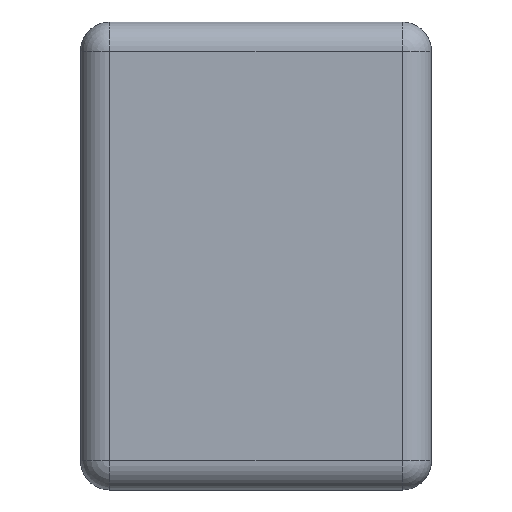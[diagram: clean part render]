
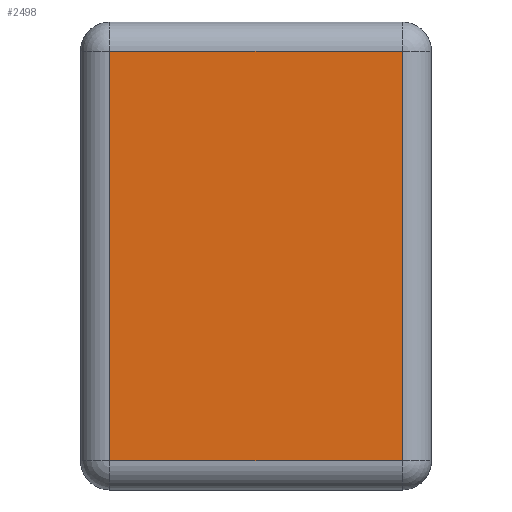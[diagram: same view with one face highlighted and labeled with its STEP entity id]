
A CAD part, front view. The second image highlights one B-rep face of the part: STEP entity #2498.
In plain terms, the highlighted planar face has unit normal (0, -1, 0).
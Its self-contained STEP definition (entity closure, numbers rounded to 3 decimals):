
#24 = VERTEX_POINT('',#25);
#25 = CARTESIAN_POINT('',(-5.,0.,7.));
#33 = CYLINDRICAL_SURFACE('',#34,1.);
#34 = AXIS2_PLACEMENT_3D('',#35,#36,#37);
#35 = CARTESIAN_POINT('',(-5.,1.,8.));
#36 = DIRECTION('',(0.,0.,-1.));
#37 = DIRECTION('',(-1.,0.,0.));
#86 = VERTEX_POINT('',#87);
#87 = CARTESIAN_POINT('',(-5.,0.,-7.));
#136 = EDGE_CURVE('',#24,#86,#137,.T.);
#137 = SURFACE_CURVE('',#138,(#142,#149),.PCURVE_S1.);
#138 = LINE('',#139,#140);
#139 = CARTESIAN_POINT('',(-5.,0.,8.));
#140 = VECTOR('',#141,1.);
#141 = DIRECTION('',(0.,0.,-1.));
#142 = PCURVE('',#33,#143);
#143 = DEFINITIONAL_REPRESENTATION('',(#144),#148);
#144 = LINE('',#145,#146);
#145 = CARTESIAN_POINT('',(4.712,0.));
#146 = VECTOR('',#147,1.);
#147 = DIRECTION('',(0.,1.));
#148 = ( GEOMETRIC_REPRESENTATION_CONTEXT(2) 
PARAMETRIC_REPRESENTATION_CONTEXT() REPRESENTATION_CONTEXT('2D SPACE',''
  ) );
#149 = PCURVE('',#150,#155);
#150 = PLANE('',#151);
#151 = AXIS2_PLACEMENT_3D('',#152,#153,#154);
#152 = CARTESIAN_POINT('',(-5.,0.,8.));
#153 = DIRECTION('',(0.,1.,0.));
#154 = DIRECTION('',(0.,-0.,1.));
#155 = DEFINITIONAL_REPRESENTATION('',(#156),#160);
#156 = LINE('',#157,#158);
#157 = CARTESIAN_POINT('',(0.,0.));
#158 = VECTOR('',#159,1.);
#159 = DIRECTION('',(-1.,0.));
#160 = ( GEOMETRIC_REPRESENTATION_CONTEXT(2) 
PARAMETRIC_REPRESENTATION_CONTEXT() REPRESENTATION_CONTEXT('2D SPACE',''
  ) );
#288 = VERTEX_POINT('',#289);
#289 = CARTESIAN_POINT('',(5.,0.,7.));
#297 = CYLINDRICAL_SURFACE('',#298,1.);
#298 = AXIS2_PLACEMENT_3D('',#299,#300,#301);
#299 = CARTESIAN_POINT('',(5.,1.,8.));
#300 = DIRECTION('',(0.,0.,-1.));
#301 = DIRECTION('',(-1.,0.,0.));
#316 = EDGE_CURVE('',#288,#317,#319,.T.);
#317 = VERTEX_POINT('',#318);
#318 = CARTESIAN_POINT('',(5.,0.,-7.));
#319 = SURFACE_CURVE('',#320,(#324,#331),.PCURVE_S1.);
#320 = LINE('',#321,#322);
#321 = CARTESIAN_POINT('',(5.,0.,8.));
#322 = VECTOR('',#323,1.);
#323 = DIRECTION('',(0.,0.,-1.));
#324 = PCURVE('',#297,#325);
#325 = DEFINITIONAL_REPRESENTATION('',(#326),#330);
#326 = LINE('',#327,#328);
#327 = CARTESIAN_POINT('',(4.712,0.));
#328 = VECTOR('',#329,1.);
#329 = DIRECTION('',(0.,1.));
#330 = ( GEOMETRIC_REPRESENTATION_CONTEXT(2) 
PARAMETRIC_REPRESENTATION_CONTEXT() REPRESENTATION_CONTEXT('2D SPACE',''
  ) );
#331 = PCURVE('',#150,#332);
#332 = DEFINITIONAL_REPRESENTATION('',(#333),#337);
#333 = LINE('',#334,#335);
#334 = CARTESIAN_POINT('',(0.,10.));
#335 = VECTOR('',#336,1.);
#336 = DIRECTION('',(-1.,0.));
#337 = ( GEOMETRIC_REPRESENTATION_CONTEXT(2) 
PARAMETRIC_REPRESENTATION_CONTEXT() REPRESENTATION_CONTEXT('2D SPACE',''
  ) );
#2348 = CYLINDRICAL_SURFACE('',#2349,1.);
#2349 = AXIS2_PLACEMENT_3D('',#2350,#2351,#2352);
#2350 = CARTESIAN_POINT('',(5.,1.,7.));
#2351 = DIRECTION('',(-1.,0.,0.));
#2352 = DIRECTION('',(0.,0.,1.));
#2405 = CYLINDRICAL_SURFACE('',#2406,1.);
#2406 = AXIS2_PLACEMENT_3D('',#2407,#2408,#2409);
#2407 = CARTESIAN_POINT('',(5.,1.,-7.));
#2408 = DIRECTION('',(-1.,0.,0.));
#2409 = DIRECTION('',(0.,0.,1.));
#2498 = ADVANCED_FACE('',(#2499),#150,.F.);
#2499 = FACE_BOUND('',#2500,.T.);
#2500 = EDGE_LOOP('',(#2501,#2502,#2523,#2524));
#2501 = ORIENTED_EDGE('',*,*,#136,.T.);
#2502 = ORIENTED_EDGE('',*,*,#2503,.F.);
#2503 = EDGE_CURVE('',#317,#86,#2504,.T.);
#2504 = SURFACE_CURVE('',#2505,(#2509,#2516),.PCURVE_S1.);
#2505 = LINE('',#2506,#2507);
#2506 = CARTESIAN_POINT('',(5.,0.,-7.));
#2507 = VECTOR('',#2508,1.);
#2508 = DIRECTION('',(-1.,0.,0.));
#2509 = PCURVE('',#150,#2510);
#2510 = DEFINITIONAL_REPRESENTATION('',(#2511),#2515);
#2511 = LINE('',#2512,#2513);
#2512 = CARTESIAN_POINT('',(-15.,10.));
#2513 = VECTOR('',#2514,1.);
#2514 = DIRECTION('',(0.,-1.));
#2515 = ( GEOMETRIC_REPRESENTATION_CONTEXT(2) 
PARAMETRIC_REPRESENTATION_CONTEXT() REPRESENTATION_CONTEXT('2D SPACE',''
  ) );
#2516 = PCURVE('',#2405,#2517);
#2517 = DEFINITIONAL_REPRESENTATION('',(#2518),#2522);
#2518 = LINE('',#2519,#2520);
#2519 = CARTESIAN_POINT('',(4.712,0.));
#2520 = VECTOR('',#2521,1.);
#2521 = DIRECTION('',(0.,1.));
#2522 = ( GEOMETRIC_REPRESENTATION_CONTEXT(2) 
PARAMETRIC_REPRESENTATION_CONTEXT() REPRESENTATION_CONTEXT('2D SPACE',''
  ) );
#2523 = ORIENTED_EDGE('',*,*,#316,.F.);
#2524 = ORIENTED_EDGE('',*,*,#2525,.T.);
#2525 = EDGE_CURVE('',#288,#24,#2526,.T.);
#2526 = SURFACE_CURVE('',#2527,(#2531,#2538),.PCURVE_S1.);
#2527 = LINE('',#2528,#2529);
#2528 = CARTESIAN_POINT('',(5.,0.,7.));
#2529 = VECTOR('',#2530,1.);
#2530 = DIRECTION('',(-1.,0.,0.));
#2531 = PCURVE('',#150,#2532);
#2532 = DEFINITIONAL_REPRESENTATION('',(#2533),#2537);
#2533 = LINE('',#2534,#2535);
#2534 = CARTESIAN_POINT('',(-1.,10.));
#2535 = VECTOR('',#2536,1.);
#2536 = DIRECTION('',(0.,-1.));
#2537 = ( GEOMETRIC_REPRESENTATION_CONTEXT(2) 
PARAMETRIC_REPRESENTATION_CONTEXT() REPRESENTATION_CONTEXT('2D SPACE',''
  ) );
#2538 = PCURVE('',#2348,#2539);
#2539 = DEFINITIONAL_REPRESENTATION('',(#2540),#2544);
#2540 = LINE('',#2541,#2542);
#2541 = CARTESIAN_POINT('',(4.712,0.));
#2542 = VECTOR('',#2543,1.);
#2543 = DIRECTION('',(0.,1.));
#2544 = ( GEOMETRIC_REPRESENTATION_CONTEXT(2) 
PARAMETRIC_REPRESENTATION_CONTEXT() REPRESENTATION_CONTEXT('2D SPACE',''
  ) );
